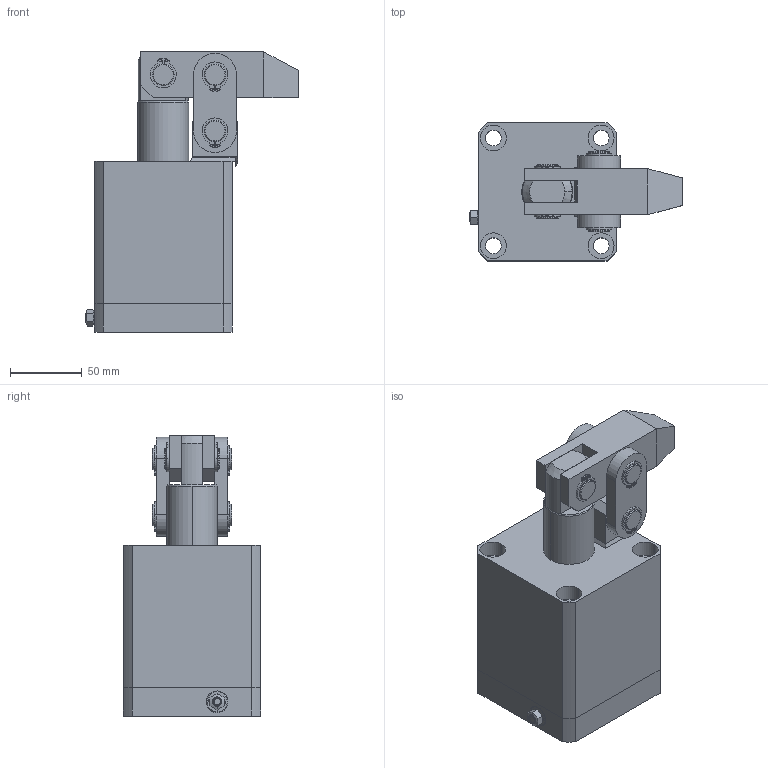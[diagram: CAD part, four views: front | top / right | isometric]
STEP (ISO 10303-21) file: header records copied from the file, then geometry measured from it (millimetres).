
FILE_DESCRIPTION (( 'STEP AP214' ), '1' );
FILE_NAME ('CHLC-MF63.STEP', '2019-04-20T07:01:11', ( '' ), ( '' ), 'SwSTEP 2.0', 'SolidWorks 2016', '' );
FILE_SCHEMA (( 'AUTOMOTIVE_DESIGN' ));
Length unit declared in the file: millimetre
Products named in the file (15): 盓傅; 蟀裝; M6; TSF-01; TXF-02; TXF-03; 傻种; 縐銅; 种; 揤旋; CHLC-MF-02; CHLC-MF-01; CHLC-MF63; socket head cap screw_iso_ISO 4762 M8 x 25 - 25C; 活塞杆
Assembly tree (22 placements, depth 2):
  CHLC-MF63
    CHLC-MF-01
    CHLC-MF-02
    揤旋
    种  x2
    縐銅  x6
    傻种
    TXF-03
    TXF-02
    TSF-01
    M6
    蟀裝  x2
    盓傅
    活塞杆
    socket head cap screw_iso_ISO 4762 M8 x 25 - 25C  x2
Bounding box: 148 x 96 x 195 mm (x, y, z)
Volume: 1113149.1 mm3; surface area: 189776.6 mm2
Topology: 24 solids, 24 shells, 620 faces, 1510 edges, 971 vertices
Faces by surface type: cylinder 316, plane 200, cone 73, bspline 23, torus 8
Entity records: 23941 total; most frequent: CARTESIAN_POINT 9018, DIRECTION 2145, ORIENTED_EDGE 2126, EDGE_CURVE 1063, AXIS2_PLACEMENT_3D 847, VERTEX_POINT 686, EDGE_LOOP 531, VECTOR 451
